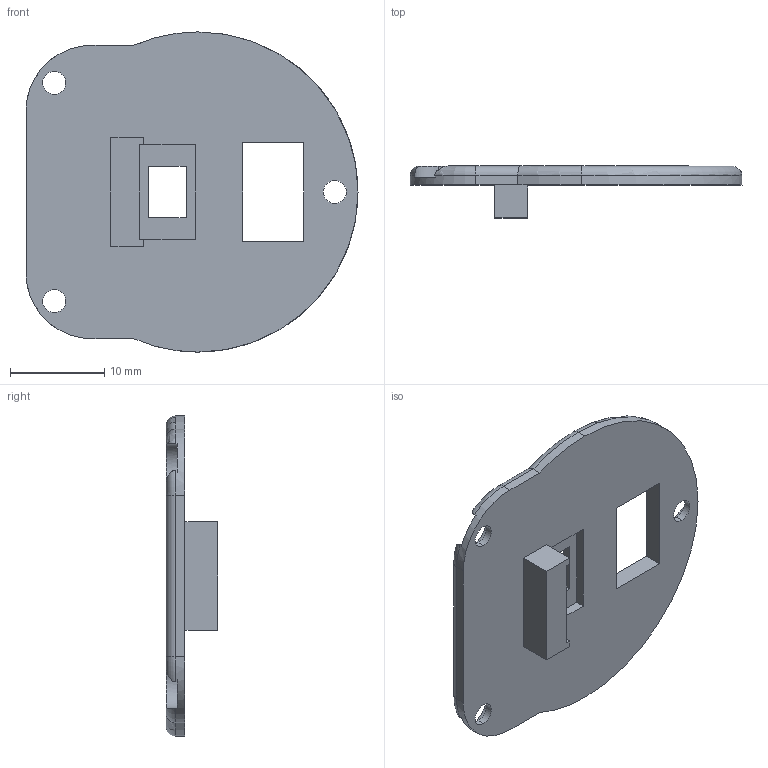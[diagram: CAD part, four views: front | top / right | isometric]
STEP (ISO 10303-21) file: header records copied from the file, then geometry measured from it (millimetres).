
FILE_DESCRIPTION (( 'STEP AP214' ), '1' );
FILE_NAME ('timerV4pcbcap.STEP', '2025-05-27T17:57:38', ( '' ), ( '' ), 'SwSTEP 2.0', 'SolidWorks 2025', '' );
FILE_SCHEMA (( 'AUTOMOTIVE_DESIGN' ));
Length unit declared in the file: millimetre
Products named in the file (1): timerV4pcbcap
Bounding box: 35.25 x 5.5 x 34 mm (x, y, z)
Volume: 1832.9 mm3; surface area: 2283.5 mm2
Topology: 1 solids, 1 shells, 57 faces, 155 edges, 101 vertices
Faces by surface type: plane 27, cylinder 23, torus 7
Entity records: 1922 total; most frequent: CARTESIAN_POINT 404, DIRECTION 317, ORIENTED_EDGE 310, EDGE_CURVE 155, AXIS2_PLACEMENT_3D 114, VERTEX_POINT 101, VECTOR 89, LINE 89
